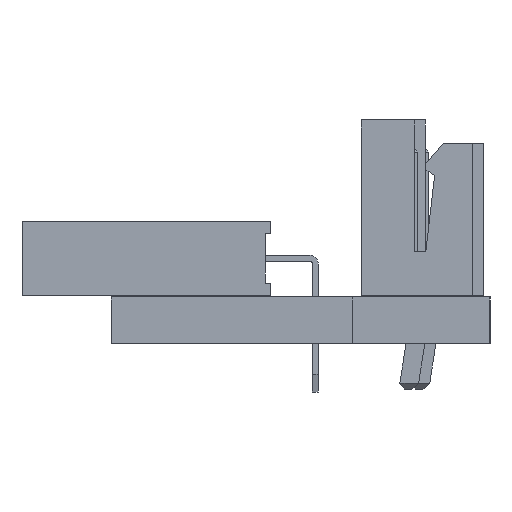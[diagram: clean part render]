
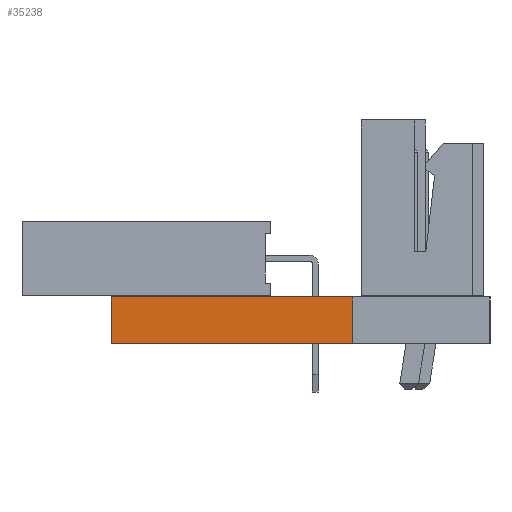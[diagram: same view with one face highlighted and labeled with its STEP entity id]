
A CAD part, left-side view. The second image highlights one B-rep face of the part: STEP entity #35238.
In plain terms, the highlighted planar face has unit normal (-1, 0, 0).
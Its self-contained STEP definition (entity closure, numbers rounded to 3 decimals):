
#35057 = PLANE('',#35058);
#35058 = AXIS2_PLACEMENT_3D('',#35059,#35060,#35061);
#35059 = CARTESIAN_POINT('',(92.075,-106.045,0.));
#35060 = DIRECTION('',(0.,-1.,0.));
#35061 = DIRECTION('',(-1.,0.,0.));
#35082 = VERTEX_POINT('',#35083);
#35083 = CARTESIAN_POINT('',(72.644,-106.045,1.6));
#35097 = PLANE('',#35098);
#35098 = AXIS2_PLACEMENT_3D('',#35099,#35100,#35101);
#35099 = CARTESIAN_POINT('',(63.612,-114.856,1.6));
#35100 = DIRECTION('',(0.,0.,1.));
#35101 = DIRECTION('',(1.,0.,0.));
#35109 = EDGE_CURVE('',#35110,#35082,#35112,.T.);
#35110 = VERTEX_POINT('',#35111);
#35111 = CARTESIAN_POINT('',(72.644,-106.045,0.));
#35112 = SURFACE_CURVE('',#35113,(#35117,#35124),.PCURVE_S1.);
#35113 = LINE('',#35114,#35115);
#35114 = CARTESIAN_POINT('',(72.644,-106.045,0.));
#35115 = VECTOR('',#35116,1.);
#35116 = DIRECTION('',(0.,0.,1.));
#35117 = PCURVE('',#35057,#35118);
#35118 = DEFINITIONAL_REPRESENTATION('',(#35119),#35123);
#35119 = LINE('',#35120,#35121);
#35120 = CARTESIAN_POINT('',(19.431,0.));
#35121 = VECTOR('',#35122,1.);
#35122 = DIRECTION('',(0.,-1.));
#35123 = ( GEOMETRIC_REPRESENTATION_CONTEXT(2) 
PARAMETRIC_REPRESENTATION_CONTEXT() REPRESENTATION_CONTEXT('2D SPACE',''
  ) );
#35124 = PCURVE('',#35125,#35130);
#35125 = PLANE('',#35126);
#35126 = AXIS2_PLACEMENT_3D('',#35127,#35128,#35129);
#35127 = CARTESIAN_POINT('',(72.644,-106.045,0.));
#35128 = DIRECTION('',(1.,0.,0.));
#35129 = DIRECTION('',(0.,-1.,0.));
#35130 = DEFINITIONAL_REPRESENTATION('',(#35131),#35135);
#35131 = LINE('',#35132,#35133);
#35132 = CARTESIAN_POINT('',(0.,0.));
#35133 = VECTOR('',#35134,1.);
#35134 = DIRECTION('',(0.,-1.));
#35135 = ( GEOMETRIC_REPRESENTATION_CONTEXT(2) 
PARAMETRIC_REPRESENTATION_CONTEXT() REPRESENTATION_CONTEXT('2D SPACE',''
  ) );
#35151 = PLANE('',#35152);
#35152 = AXIS2_PLACEMENT_3D('',#35153,#35154,#35155);
#35153 = CARTESIAN_POINT('',(63.612,-114.856,0.));
#35154 = DIRECTION('',(0.,0.,1.));
#35155 = DIRECTION('',(1.,0.,0.));
#35238 = ADVANCED_FACE('',(#35239),#35125,.F.);
#35239 = FACE_BOUND('',#35240,.F.);
#35240 = EDGE_LOOP('',(#35241,#35242,#35265,#35293));
#35241 = ORIENTED_EDGE('',*,*,#35109,.T.);
#35242 = ORIENTED_EDGE('',*,*,#35243,.T.);
#35243 = EDGE_CURVE('',#35082,#35244,#35246,.T.);
#35244 = VERTEX_POINT('',#35245);
#35245 = CARTESIAN_POINT('',(72.644,-114.3,1.6));
#35246 = SURFACE_CURVE('',#35247,(#35251,#35258),.PCURVE_S1.);
#35247 = LINE('',#35248,#35249);
#35248 = CARTESIAN_POINT('',(72.644,-106.045,1.6));
#35249 = VECTOR('',#35250,1.);
#35250 = DIRECTION('',(0.,-1.,0.));
#35251 = PCURVE('',#35125,#35252);
#35252 = DEFINITIONAL_REPRESENTATION('',(#35253),#35257);
#35253 = LINE('',#35254,#35255);
#35254 = CARTESIAN_POINT('',(0.,-1.6));
#35255 = VECTOR('',#35256,1.);
#35256 = DIRECTION('',(1.,0.));
#35257 = ( GEOMETRIC_REPRESENTATION_CONTEXT(2) 
PARAMETRIC_REPRESENTATION_CONTEXT() REPRESENTATION_CONTEXT('2D SPACE',''
  ) );
#35258 = PCURVE('',#35097,#35259);
#35259 = DEFINITIONAL_REPRESENTATION('',(#35260),#35264);
#35260 = LINE('',#35261,#35262);
#35261 = CARTESIAN_POINT('',(9.032,8.811));
#35262 = VECTOR('',#35263,1.);
#35263 = DIRECTION('',(0.,-1.));
#35264 = ( GEOMETRIC_REPRESENTATION_CONTEXT(2) 
PARAMETRIC_REPRESENTATION_CONTEXT() REPRESENTATION_CONTEXT('2D SPACE',''
  ) );
#35265 = ORIENTED_EDGE('',*,*,#35266,.F.);
#35266 = EDGE_CURVE('',#35267,#35244,#35269,.T.);
#35267 = VERTEX_POINT('',#35268);
#35268 = CARTESIAN_POINT('',(72.644,-114.3,0.));
#35269 = SURFACE_CURVE('',#35270,(#35274,#35281),.PCURVE_S1.);
#35270 = LINE('',#35271,#35272);
#35271 = CARTESIAN_POINT('',(72.644,-114.3,0.));
#35272 = VECTOR('',#35273,1.);
#35273 = DIRECTION('',(0.,0.,1.));
#35274 = PCURVE('',#35125,#35275);
#35275 = DEFINITIONAL_REPRESENTATION('',(#35276),#35280);
#35276 = LINE('',#35277,#35278);
#35277 = CARTESIAN_POINT('',(8.255,0.));
#35278 = VECTOR('',#35279,1.);
#35279 = DIRECTION('',(0.,-1.));
#35280 = ( GEOMETRIC_REPRESENTATION_CONTEXT(2) 
PARAMETRIC_REPRESENTATION_CONTEXT() REPRESENTATION_CONTEXT('2D SPACE',''
  ) );
#35281 = PCURVE('',#35282,#35287);
#35282 = PLANE('',#35283);
#35283 = AXIS2_PLACEMENT_3D('',#35284,#35285,#35286);
#35284 = CARTESIAN_POINT('',(72.644,-114.3,0.));
#35285 = DIRECTION('',(0.,-1.,0.));
#35286 = DIRECTION('',(-1.,0.,0.));
#35287 = DEFINITIONAL_REPRESENTATION('',(#35288),#35292);
#35288 = LINE('',#35289,#35290);
#35289 = CARTESIAN_POINT('',(0.,0.));
#35290 = VECTOR('',#35291,1.);
#35291 = DIRECTION('',(0.,-1.));
#35292 = ( GEOMETRIC_REPRESENTATION_CONTEXT(2) 
PARAMETRIC_REPRESENTATION_CONTEXT() REPRESENTATION_CONTEXT('2D SPACE',''
  ) );
#35293 = ORIENTED_EDGE('',*,*,#35294,.F.);
#35294 = EDGE_CURVE('',#35110,#35267,#35295,.T.);
#35295 = SURFACE_CURVE('',#35296,(#35300,#35307),.PCURVE_S1.);
#35296 = LINE('',#35297,#35298);
#35297 = CARTESIAN_POINT('',(72.644,-106.045,0.));
#35298 = VECTOR('',#35299,1.);
#35299 = DIRECTION('',(0.,-1.,0.));
#35300 = PCURVE('',#35125,#35301);
#35301 = DEFINITIONAL_REPRESENTATION('',(#35302),#35306);
#35302 = LINE('',#35303,#35304);
#35303 = CARTESIAN_POINT('',(0.,0.));
#35304 = VECTOR('',#35305,1.);
#35305 = DIRECTION('',(1.,0.));
#35306 = ( GEOMETRIC_REPRESENTATION_CONTEXT(2) 
PARAMETRIC_REPRESENTATION_CONTEXT() REPRESENTATION_CONTEXT('2D SPACE',''
  ) );
#35307 = PCURVE('',#35151,#35308);
#35308 = DEFINITIONAL_REPRESENTATION('',(#35309),#35313);
#35309 = LINE('',#35310,#35311);
#35310 = CARTESIAN_POINT('',(9.032,8.811));
#35311 = VECTOR('',#35312,1.);
#35312 = DIRECTION('',(0.,-1.));
#35313 = ( GEOMETRIC_REPRESENTATION_CONTEXT(2) 
PARAMETRIC_REPRESENTATION_CONTEXT() REPRESENTATION_CONTEXT('2D SPACE',''
  ) );
